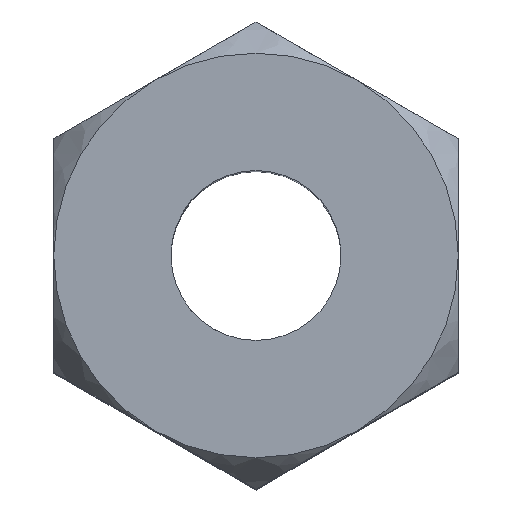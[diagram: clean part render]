
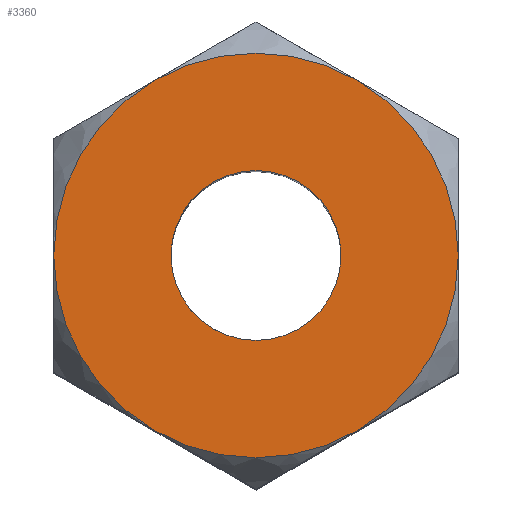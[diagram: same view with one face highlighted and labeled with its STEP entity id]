
A CAD part, top view. The second image highlights one B-rep face of the part: STEP entity #3360.
In plain terms, the highlighted planar face has unit normal (0, 0, 1).
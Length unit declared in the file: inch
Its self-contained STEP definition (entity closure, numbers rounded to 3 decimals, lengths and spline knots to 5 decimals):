
#85 = VERTEX_POINT ( 'NONE', #940 ) ;
#105 = VERTEX_POINT ( 'NONE', #1022 ) ;
#110 = VERTEX_POINT ( 'NONE', #1063 ) ;
#111 = EDGE_CURVE ( 'NONE', #110, #105, #1062, .T. ) ;
#446 = ORIENTED_EDGE ( 'NONE', *, *, #111, .F. ) ;
#447 = EDGE_CURVE ( 'NONE', #105, #110, #2451, .T. ) ;
#448 = ORIENTED_EDGE ( 'NONE', *, *, #447, .F. ) ;
#510 = EDGE_CURVE ( 'NONE', #3370, #3309, #2650, .T. ) ;
#511 = EDGE_LOOP ( 'NONE', ( #448, #446 ) ) ;
#512 = EDGE_CURVE ( 'NONE', #3309, #85, #2645, .T. ) ;
#513 = ORIENTED_EDGE ( 'NONE', *, *, #510, .F. ) ;
#514 = EDGE_CURVE ( 'NONE', #85, #3324, #2640, .T. ) ;
#515 = ORIENTED_EDGE ( 'NONE', *, *, #514, .F. ) ;
#516 = ORIENTED_EDGE ( 'NONE', *, *, #512, .F. ) ;
#517 = EDGE_CURVE ( 'NONE', #3324, #3353, #2634, .T. ) ;
#940 = CARTESIAN_POINT ( 'NONE',  ( -1.05942, 2.38015, -0.80241 ) ) ;
#1022 = CARTESIAN_POINT ( 'NONE',  ( -0.70442, 2.38015, -0.80241 ) ) ;
#1058 = DIRECTION ( 'NONE',  ( 1., 0., 0. ) ) ;
#1059 = DIRECTION ( 'NONE',  ( 0., 0., 1. ) ) ;
#1060 = CARTESIAN_POINT ( 'NONE',  ( -0.80942, 2.38015, -0.80241 ) ) ;
#1061 = AXIS2_PLACEMENT_3D ( 'NONE', #1060, #1059, #1058 ) ;
#1062 = CIRCLE ( 'NONE', #1061, 0.105 ) ;
#1063 = CARTESIAN_POINT ( 'NONE',  ( -0.91442, 2.38015, -0.80241 ) ) ;
#2448 = DIRECTION ( 'NONE',  ( 1., 0., 0. ) ) ;
#2449 = DIRECTION ( 'NONE',  ( 0., 0., 1. ) ) ;
#2450 = AXIS2_PLACEMENT_3D ( 'NONE', #2456, #2449, #2448 ) ;
#2451 = CIRCLE ( 'NONE', #2450, 0.105 ) ;
#2456 = CARTESIAN_POINT ( 'NONE',  ( -0.80942, 2.38015, -0.80241 ) ) ;
#2630 = DIRECTION ( 'NONE',  ( -1., 0., 0. ) ) ;
#2631 = DIRECTION ( 'NONE',  ( 0., 0., -1. ) ) ;
#2632 = CARTESIAN_POINT ( 'NONE',  ( -0.80942, 2.38015, -0.80241 ) ) ;
#2633 = AXIS2_PLACEMENT_3D ( 'NONE', #2632, #2631, #2630 ) ;
#2634 = CIRCLE ( 'NONE', #2633, 0.25 ) ;
#2636 = DIRECTION ( 'NONE',  ( -1., 0., 0. ) ) ;
#2637 = DIRECTION ( 'NONE',  ( 0., 0., -1. ) ) ;
#2638 = CARTESIAN_POINT ( 'NONE',  ( -0.80942, 2.38015, -0.80241 ) ) ;
#2639 = AXIS2_PLACEMENT_3D ( 'NONE', #2638, #2637, #2636 ) ;
#2640 = CIRCLE ( 'NONE', #2639, 0.25 ) ;
#2641 = DIRECTION ( 'NONE',  ( -1., 0., 0. ) ) ;
#2642 = DIRECTION ( 'NONE',  ( 0., 0., -1. ) ) ;
#2643 = CARTESIAN_POINT ( 'NONE',  ( -0.80942, 2.38015, -0.80241 ) ) ;
#2644 = AXIS2_PLACEMENT_3D ( 'NONE', #2643, #2642, #2641 ) ;
#2645 = CIRCLE ( 'NONE', #2644, 0.25 ) ;
#2646 = DIRECTION ( 'NONE',  ( -1., 0., 0. ) ) ;
#2647 = DIRECTION ( 'NONE',  ( 0., 0., -1. ) ) ;
#2648 = CARTESIAN_POINT ( 'NONE',  ( -0.80942, 2.38015, -0.80241 ) ) ;
#2649 = AXIS2_PLACEMENT_3D ( 'NONE', #2648, #2647, #2646 ) ;
#2650 = CIRCLE ( 'NONE', #2649, 0.25 ) ;
#2959 = CARTESIAN_POINT ( 'NONE',  ( -0.93442, 2.16364, -0.80241 ) ) ;
#3014 = CARTESIAN_POINT ( 'NONE',  ( -0.93442, 2.59665, -0.80241 ) ) ;
#3056 = CARTESIAN_POINT ( 'NONE',  ( -0.55942, 2.38015, -0.80241 ) ) ;
#3112 = CARTESIAN_POINT ( 'NONE',  ( -0.68442, 2.59665, -0.80241 ) ) ;
#3145 = FACE_OUTER_BOUND ( 'NONE', #3372, .T. ) ;
#3148 = FACE_BOUND ( 'NONE', #511, .T. ) ;
#3163 = CARTESIAN_POINT ( 'NONE',  ( -0.80942, 2.38015, -0.80241 ) ) ;
#3164 = AXIS2_PLACEMENT_3D ( 'NONE', #3163, #3204, #3203 ) ;
#3165 = CARTESIAN_POINT ( 'NONE',  ( -0.68442, 2.16364, -0.80241 ) ) ;
#3167 = CIRCLE ( 'NONE', #3164, 0.25 ) ;
#3168 = DIRECTION ( 'NONE',  ( 1., 0., 0. ) ) ;
#3169 = DIRECTION ( 'NONE',  ( 0., 0., 1. ) ) ;
#3170 = CARTESIAN_POINT ( 'NONE',  ( -0.80942, 2.09147, -0.80241 ) ) ;
#3171 = AXIS2_PLACEMENT_3D ( 'NONE', #3170, #3169, #3168 ) ;
#3172 = PLANE ( 'NONE',  #3171 ) ;
#3197 = DIRECTION ( 'NONE',  ( -1., 0., 0. ) ) ;
#3198 = DIRECTION ( 'NONE',  ( 0., 0., -1. ) ) ;
#3199 = CARTESIAN_POINT ( 'NONE',  ( -0.80942, 2.38015, -0.80241 ) ) ;
#3200 = AXIS2_PLACEMENT_3D ( 'NONE', #3199, #3198, #3197 ) ;
#3201 = CIRCLE ( 'NONE', #3200, 0.25 ) ;
#3203 = DIRECTION ( 'NONE',  ( -1., 0., 0. ) ) ;
#3204 = DIRECTION ( 'NONE',  ( 0., 0., -1. ) ) ;
#3309 = VERTEX_POINT ( 'NONE', #2959 ) ;
#3324 = VERTEX_POINT ( 'NONE', #3014 ) ;
#3340 = VERTEX_POINT ( 'NONE', #3056 ) ;
#3353 = VERTEX_POINT ( 'NONE', #3112 ) ;
#3360 = ADVANCED_FACE ( 'NONE', ( #3145, #3148 ), #3172, .T. ) ;
#3362 = ORIENTED_EDGE ( 'NONE', *, *, #3369, .F. ) ;
#3364 = ORIENTED_EDGE ( 'NONE', *, *, #517, .F. ) ;
#3367 = ORIENTED_EDGE ( 'NONE', *, *, #3371, .F. ) ;
#3369 = EDGE_CURVE ( 'NONE', #3353, #3340, #3167, .T. ) ;
#3370 = VERTEX_POINT ( 'NONE', #3165 ) ;
#3371 = EDGE_CURVE ( 'NONE', #3340, #3370, #3201, .T. ) ;
#3372 = EDGE_LOOP ( 'NONE', ( #3367, #3362, #3364, #515, #516, #513 ) ) ;
